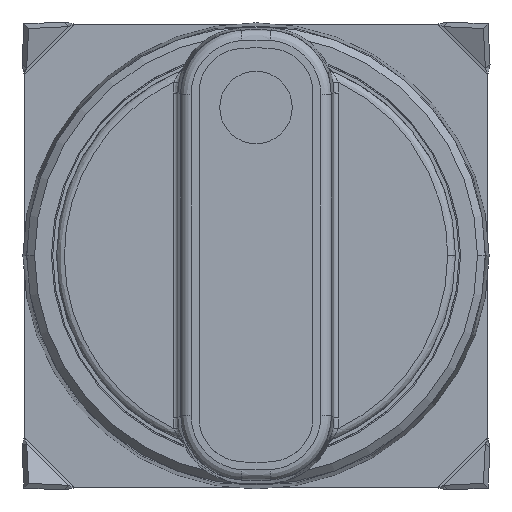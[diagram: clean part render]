
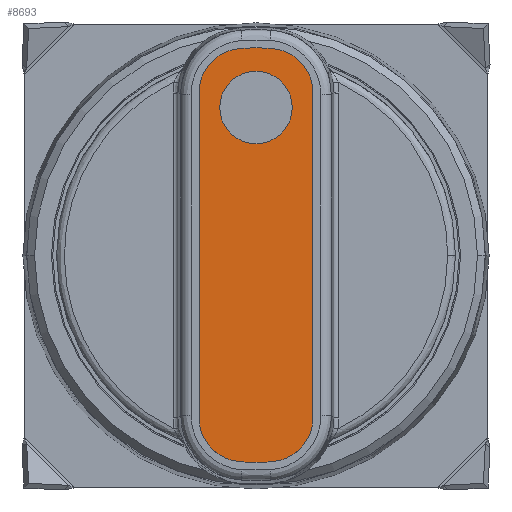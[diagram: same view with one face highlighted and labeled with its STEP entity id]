
A CAD part, top view. The second image highlights one B-rep face of the part: STEP entity #8693.
In plain terms, the highlighted face is planar.
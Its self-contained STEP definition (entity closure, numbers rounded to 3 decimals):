
#77 = AXIS2_PLACEMENT_3D ( 'NONE', #10349, #16100, #3214 ) ;
#203 = VERTEX_POINT ( 'NONE', #7882 ) ;
#305 = CARTESIAN_POINT ( 'NONE',  ( -6.28, 12.9, -2.2 ) ) ;
#332 = DIRECTION ( 'NONE',  ( 1., 0., 0. ) ) ;
#465 = CIRCLE ( 'NONE', #10980, 1.4 ) ;
#650 = EDGE_CURVE ( 'NONE', #14206, #10756, #7462, .T. ) ;
#667 = PLANE ( 'NONE',  #7114 ) ;
#773 = CIRCLE ( 'NONE', #11297, 1.7 ) ;
#880 = DIRECTION ( 'NONE',  ( 0., 1., 0. ) ) ;
#1516 = CARTESIAN_POINT ( 'NONE',  ( -6.28, 12.9, -0.5 ) ) ;
#1578 = DIRECTION ( 'NONE',  ( 0., 1., 0. ) ) ;
#2201 = CARTESIAN_POINT ( 'NONE',  ( 0., 12.9, -2.2 ) ) ;
#2504 = DIRECTION ( 'NONE',  ( 0., 1., 0. ) ) ;
#2886 = DIRECTION ( 'NONE',  ( 1., 0., 0. ) ) ;
#3073 = DIRECTION ( 'NONE',  ( 0., 1., 0. ) ) ;
#3196 = ORIENTED_EDGE ( 'NONE', *, *, #11014, .T. ) ;
#3214 = DIRECTION ( 'NONE',  ( 1., 0., 0. ) ) ;
#3219 = DIRECTION ( 'NONE',  ( 0., -1., 0. ) ) ;
#3309 = DIRECTION ( 'NONE',  ( 0., 1., 0. ) ) ;
#3538 = EDGE_CURVE ( 'NONE', #10756, #13090, #8148, .T. ) ;
#3656 = AXIS2_PLACEMENT_3D ( 'NONE', #15959, #3073, #8793 ) ;
#3671 = DIRECTION ( 'NONE',  ( 0., 1., 0. ) ) ;
#5350 = CIRCLE ( 'NONE', #15885, 8. ) ;
#5520 = VERTEX_POINT ( 'NONE', #305 ) ;
#5908 = CARTESIAN_POINT ( 'NONE',  ( -4.3, 12.9, 0. ) ) ;
#5959 = AXIS2_PLACEMENT_3D ( 'NONE', #15385, #2504, #8220 ) ;
#6146 = CARTESIAN_POINT ( 'NONE',  ( -6.28, 12.9, 2.2 ) ) ;
#6551 = EDGE_CURVE ( 'NONE', #10450, #203, #17577, .T. ) ;
#6582 = DIRECTION ( 'NONE',  ( 1., 0., 0. ) ) ;
#6787 = CARTESIAN_POINT ( 'NONE',  ( 7.975, 12.9, 0.635 ) ) ;
#7086 = ORIENTED_EDGE ( 'NONE', *, *, #6551, .T. ) ;
#7114 = AXIS2_PLACEMENT_3D ( 'NONE', #16559, #3671, #9404 ) ;
#7221 = DIRECTION ( 'NONE',  ( 0., 1., 0. ) ) ;
#7284 = DIRECTION ( 'NONE',  ( 1., 0., 0. ) ) ;
#7462 = LINE ( 'NONE', #13227, #17922 ) ;
#7597 = EDGE_CURVE ( 'NONE', #17881, #14206, #773, .T. ) ;
#7790 = FACE_BOUND ( 'NONE', #11520, .T. ) ;
#7840 = VERTEX_POINT ( 'NONE', #12610 ) ;
#7882 = CARTESIAN_POINT ( 'NONE',  ( -7.1, 12.9, 0. ) ) ;
#7916 = DIRECTION ( 'NONE',  ( -1., 0., 0. ) ) ;
#7946 = EDGE_CURVE ( 'NONE', #5520, #8619, #8279, .T. ) ;
#8148 = CIRCLE ( 'NONE', #77, 1.7 ) ;
#8220 = DIRECTION ( 'NONE',  ( 1., 0., 0. ) ) ;
#8279 = CIRCLE ( 'NONE', #10683, 1.7 ) ;
#8619 = VERTEX_POINT ( 'NONE', #14790 ) ;
#8693 = ADVANCED_FACE ( 'NONE', ( #7790, #13558 ), #667, .T. ) ;
#8793 = DIRECTION ( 'NONE',  ( 1., 0., 0. ) ) ;
#8941 = DIRECTION ( 'NONE',  ( 1., 0., 0. ) ) ;
#9033 = DIRECTION ( 'NONE',  ( 1., 0., 0. ) ) ;
#9404 = DIRECTION ( 'NONE',  ( 0., 0., 1. ) ) ;
#9430 = AXIS2_PLACEMENT_3D ( 'NONE', #16107, #3219, #8941 ) ;
#9807 = EDGE_CURVE ( 'NONE', #8619, #17881, #5350, .T. ) ;
#9852 = CARTESIAN_POINT ( 'NONE',  ( 8., 12.9, 0. ) ) ;
#10023 = CARTESIAN_POINT ( 'NONE',  ( -5.7, 12.9, 0. ) ) ;
#10183 = AXIS2_PLACEMENT_3D ( 'NONE', #13762, #880, #6582 ) ;
#10349 = CARTESIAN_POINT ( 'NONE',  ( 6.28, 12.9, 0.5 ) ) ;
#10450 = VERTEX_POINT ( 'NONE', #5908 ) ;
#10459 = ORIENTED_EDGE ( 'NONE', *, *, #14110, .T. ) ;
#10524 = EDGE_LOOP ( 'NONE', ( #14330, #13617, #10998, #18028, #3196, #10459, #17654, #12627, #13554 ) ) ;
#10683 = AXIS2_PLACEMENT_3D ( 'NONE', #1516, #7221, #12989 ) ;
#10756 = VERTEX_POINT ( 'NONE', #18627 ) ;
#10980 = AXIS2_PLACEMENT_3D ( 'NONE', #10023, #15775, #2886 ) ;
#10998 = ORIENTED_EDGE ( 'NONE', *, *, #650, .T. ) ;
#11014 = EDGE_CURVE ( 'NONE', #13090, #18198, #14086, .T. ) ;
#11297 = AXIS2_PLACEMENT_3D ( 'NONE', #16200, #3309, #9033 ) ;
#11303 = VECTOR ( 'NONE', #7916, 1000. ) ;
#11328 = EDGE_CURVE ( 'NONE', #7840, #17932, #18312, .T. ) ;
#11520 = EDGE_LOOP ( 'NONE', ( #7086, #13299 ) ) ;
#11796 = CIRCLE ( 'NONE', #3656, 8. ) ;
#12610 = CARTESIAN_POINT ( 'NONE',  ( 7.975, 12.9, -0.635 ) ) ;
#12627 = ORIENTED_EDGE ( 'NONE', *, *, #17448, .T. ) ;
#12821 = CARTESIAN_POINT ( 'NONE',  ( -7.975, 12.9, 0.635 ) ) ;
#12989 = DIRECTION ( 'NONE',  ( 1., 0., 0. ) ) ;
#13090 = VERTEX_POINT ( 'NONE', #6787 ) ;
#13227 = CARTESIAN_POINT ( 'NONE',  ( 0., 12.9, 2.2 ) ) ;
#13299 = ORIENTED_EDGE ( 'NONE', *, *, #17201, .T. ) ;
#13554 = ORIENTED_EDGE ( 'NONE', *, *, #7946, .T. ) ;
#13558 = FACE_OUTER_BOUND ( 'NONE', #10524, .T. ) ;
#13617 = ORIENTED_EDGE ( 'NONE', *, *, #7597, .T. ) ;
#13762 = CARTESIAN_POINT ( 'NONE',  ( 6.28, 12.9, -0.5 ) ) ;
#14086 = CIRCLE ( 'NONE', #5959, 8. ) ;
#14110 = EDGE_CURVE ( 'NONE', #18198, #7840, #11796, .T. ) ;
#14206 = VERTEX_POINT ( 'NONE', #6146 ) ;
#14330 = ORIENTED_EDGE ( 'NONE', *, *, #9807, .T. ) ;
#14461 = CARTESIAN_POINT ( 'NONE',  ( 0., 12.9, 0. ) ) ;
#14790 = CARTESIAN_POINT ( 'NONE',  ( -7.975, 12.9, -0.635 ) ) ;
#15084 = LINE ( 'NONE', #2201, #11303 ) ;
#15385 = CARTESIAN_POINT ( 'NONE',  ( 0., 12.9, 0. ) ) ;
#15775 = DIRECTION ( 'NONE',  ( 0., -1., 0. ) ) ;
#15885 = AXIS2_PLACEMENT_3D ( 'NONE', #14461, #1578, #7284 ) ;
#15959 = CARTESIAN_POINT ( 'NONE',  ( 0., 12.9, 0. ) ) ;
#16100 = DIRECTION ( 'NONE',  ( 0., 1., 0. ) ) ;
#16107 = CARTESIAN_POINT ( 'NONE',  ( -5.7, 12.9, 0. ) ) ;
#16200 = CARTESIAN_POINT ( 'NONE',  ( -6.28, 12.9, 0.5 ) ) ;
#16559 = CARTESIAN_POINT ( 'NONE',  ( -8.096, 12.9, -2.2 ) ) ;
#17201 = EDGE_CURVE ( 'NONE', #203, #10450, #465, .T. ) ;
#17251 = CARTESIAN_POINT ( 'NONE',  ( 6.28, 12.9, -2.2 ) ) ;
#17448 = EDGE_CURVE ( 'NONE', #17932, #5520, #15084, .T. ) ;
#17577 = CIRCLE ( 'NONE', #9430, 1.4 ) ;
#17654 = ORIENTED_EDGE ( 'NONE', *, *, #11328, .T. ) ;
#17881 = VERTEX_POINT ( 'NONE', #12821 ) ;
#17922 = VECTOR ( 'NONE', #332, 1000. ) ;
#17932 = VERTEX_POINT ( 'NONE', #17251 ) ;
#18028 = ORIENTED_EDGE ( 'NONE', *, *, #3538, .T. ) ;
#18198 = VERTEX_POINT ( 'NONE', #9852 ) ;
#18312 = CIRCLE ( 'NONE', #10183, 1.7 ) ;
#18627 = CARTESIAN_POINT ( 'NONE',  ( 6.28, 12.9, 2.2 ) ) ;
